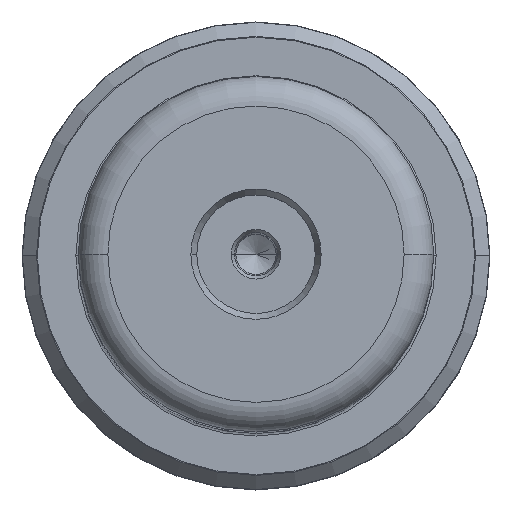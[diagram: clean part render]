
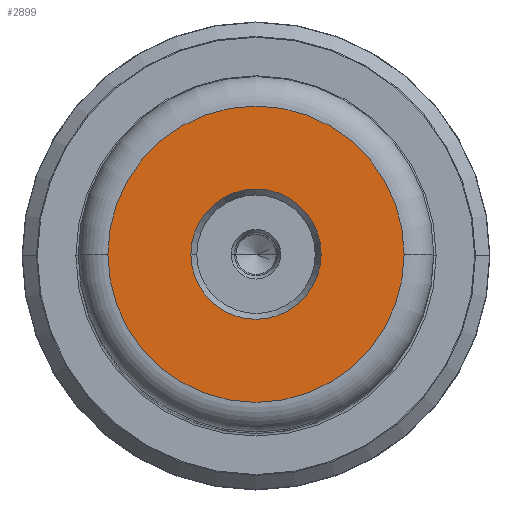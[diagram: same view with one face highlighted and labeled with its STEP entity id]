
A CAD part, top view. The second image highlights one B-rep face of the part: STEP entity #2899.
In plain terms, the highlighted planar face has unit normal (0, 0, 1).
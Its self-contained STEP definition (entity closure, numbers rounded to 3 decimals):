
#35 = VERTEX_POINT ( 'NONE', #755 ) ;
#40 = AXIS2_PLACEMENT_3D ( 'NONE', #4078, #943, #1345 ) ;
#63 = EDGE_LOOP ( 'NONE', ( #2020, #1923 ) ) ;
#69 = EDGE_CURVE ( 'NONE', #3944, #1833, #2251, .T. ) ;
#222 = ORIENTED_EDGE ( 'NONE', *, *, #69, .T. ) ;
#327 = AXIS2_PLACEMENT_3D ( 'NONE', #2554, #2943, #870 ) ;
#329 = AXIS2_PLACEMENT_3D ( 'NONE', #880, #1241, #548 ) ;
#349 = DIRECTION ( 'NONE',  ( 1., 0., 0. ) ) ;
#354 = FACE_BOUND ( 'NONE', #63, .T. ) ;
#375 = DIRECTION ( 'NONE',  ( 1., 0., 0. ) ) ;
#548 = DIRECTION ( 'NONE',  ( 1., 0., 0. ) ) ;
#739 = DIRECTION ( 'NONE',  ( 0., 0., 1. ) ) ;
#751 = CARTESIAN_POINT ( 'NONE',  ( -25.017, 0., 222. ) ) ;
#755 = CARTESIAN_POINT ( 'NONE',  ( -11., 0., 222. ) ) ;
#776 = ORIENTED_EDGE ( 'NONE', *, *, #3908, .T. ) ;
#870 = DIRECTION ( 'NONE',  ( 1., 0., 0. ) ) ;
#880 = CARTESIAN_POINT ( 'NONE',  ( 0., 0., 222. ) ) ;
#909 = VERTEX_POINT ( 'NONE', #2960 ) ;
#943 = DIRECTION ( 'NONE',  ( 0., 0., 1. ) ) ;
#1241 = DIRECTION ( 'NONE',  ( 0., 0., -1. ) ) ;
#1279 = EDGE_CURVE ( 'NONE', #35, #909, #4185, .T. ) ;
#1345 = DIRECTION ( 'NONE',  ( 1., 0., 0. ) ) ;
#1586 = EDGE_LOOP ( 'NONE', ( #222, #776 ) ) ;
#1833 = VERTEX_POINT ( 'NONE', #751 ) ;
#1894 = CARTESIAN_POINT ( 'NONE',  ( 25.017, 0., 222. ) ) ;
#1923 = ORIENTED_EDGE ( 'NONE', *, *, #1279, .T. ) ;
#1986 = AXIS2_PLACEMENT_3D ( 'NONE', #2715, #739, #349 ) ;
#2020 = ORIENTED_EDGE ( 'NONE', *, *, #2738, .T. ) ;
#2251 = CIRCLE ( 'NONE', #40, 25.017 ) ;
#2361 = CARTESIAN_POINT ( 'NONE',  ( 0., 0., 222. ) ) ;
#2554 = CARTESIAN_POINT ( 'NONE',  ( 0., 0., 222. ) ) ;
#2715 = CARTESIAN_POINT ( 'NONE',  ( 0., 0., 222. ) ) ;
#2738 = EDGE_CURVE ( 'NONE', #909, #35, #3258, .T. ) ;
#2899 = ADVANCED_FACE ( 'NONE', ( #354, #3454 ), #3769, .T. ) ;
#2943 = DIRECTION ( 'NONE',  ( 0., 0., -1. ) ) ;
#2960 = CARTESIAN_POINT ( 'NONE',  ( 11., 0., 222. ) ) ;
#3258 = CIRCLE ( 'NONE', #329, 11. ) ;
#3454 = FACE_OUTER_BOUND ( 'NONE', #1586, .T. ) ;
#3769 = PLANE ( 'NONE',  #3772 ) ;
#3772 = AXIS2_PLACEMENT_3D ( 'NONE', #2361, #4428, #375 ) ;
#3908 = EDGE_CURVE ( 'NONE', #1833, #3944, #3940, .T. ) ;
#3940 = CIRCLE ( 'NONE', #1986, 25.017 ) ;
#3944 = VERTEX_POINT ( 'NONE', #1894 ) ;
#4078 = CARTESIAN_POINT ( 'NONE',  ( 0., 0., 222. ) ) ;
#4185 = CIRCLE ( 'NONE', #327, 11. ) ;
#4428 = DIRECTION ( 'NONE',  ( 0., 0., 1. ) ) ;
